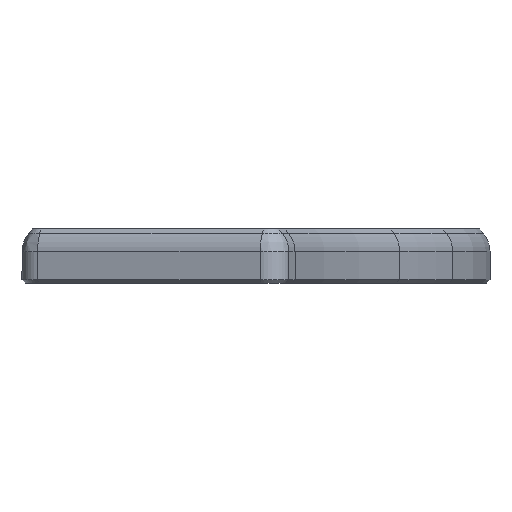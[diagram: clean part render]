
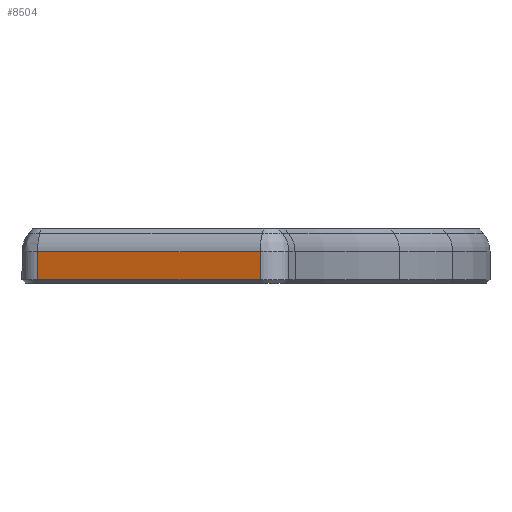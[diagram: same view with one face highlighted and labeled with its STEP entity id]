
A CAD part, left-side view. The second image highlights one B-rep face of the part: STEP entity #8504.
In plain terms, the highlighted planar face has unit normal (-0.951, 0.309, 0).
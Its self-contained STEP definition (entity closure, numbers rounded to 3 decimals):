
#305=PLANE('',#9430);
#702=FACE_OUTER_BOUND('',#1225,.T.);
#1225=EDGE_LOOP('',(#7143,#7144,#7145,#7146));
#1942=LINE('',#14337,#2724);
#1954=LINE('',#14402,#2736);
#1955=LINE('',#14406,#2737);
#1956=LINE('',#14407,#2738);
#2724=VECTOR('',#11574,10.);
#2736=VECTOR('',#11640,10.);
#2737=VECTOR('',#11645,10.);
#2738=VECTOR('',#11646,10.);
#4091=VERTEX_POINT('',#14330);
#4093=VERTEX_POINT('',#14336);
#4110=VERTEX_POINT('',#14401);
#4111=VERTEX_POINT('',#14405);
#5141=EDGE_CURVE('',#4091,#4093,#1942,.T.);
#5170=EDGE_CURVE('',#4093,#4110,#1954,.T.);
#5172=EDGE_CURVE('',#4111,#4091,#1955,.T.);
#5173=EDGE_CURVE('',#4110,#4111,#1956,.T.);
#7143=ORIENTED_EDGE('',*,*,#5141,.F.);
#7144=ORIENTED_EDGE('',*,*,#5172,.F.);
#7145=ORIENTED_EDGE('',*,*,#5173,.F.);
#7146=ORIENTED_EDGE('',*,*,#5170,.F.);
#8504=ADVANCED_FACE('',(#702),#305,.T.);
#9430=AXIS2_PLACEMENT_3D('',#14404,#11643,#11644);
#11574=DIRECTION('',(-0.309,-0.951,0.));
#11640=DIRECTION('',(0.,0.,-1.));
#11643=DIRECTION('center_axis',(-0.951,0.309,0.));
#11644=DIRECTION('ref_axis',(-0.309,-0.951,0.));
#11645=DIRECTION('',(0.,0.,1.));
#11646=DIRECTION('',(0.309,0.951,0.));
#14330=CARTESIAN_POINT('',(-118.152,53.525,-0.048));
#14336=CARTESIAN_POINT('',(-135.688,-0.449,-0.048));
#14337=CARTESIAN_POINT('',(-119.836,48.34,-0.048));
#14401=CARTESIAN_POINT('',(-135.688,-0.449,-6.85));
#14402=CARTESIAN_POINT('',(-135.688,-0.449,0.));
#14404=CARTESIAN_POINT('Origin',(-116.803,57.676,0.));
#14405=CARTESIAN_POINT('',(-118.152,53.525,-6.85));
#14406=CARTESIAN_POINT('',(-118.152,53.525,0.));
#14407=CARTESIAN_POINT('',(-122.861,39.03,-6.85));
